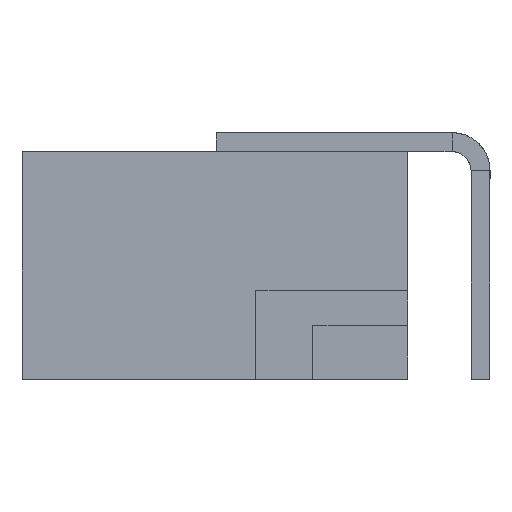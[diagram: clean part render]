
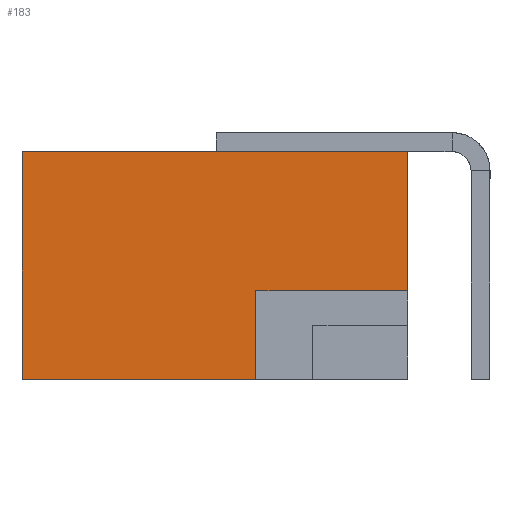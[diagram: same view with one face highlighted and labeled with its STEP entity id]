
A CAD part, left-side view. The second image highlights one B-rep face of the part: STEP entity #183.
In plain terms, the highlighted planar face has unit normal (-1, 0, 0).
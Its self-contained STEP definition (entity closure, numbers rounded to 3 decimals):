
#183=ADVANCED_FACE('',(#3357),#3359,.F.);
#3357=FACE_BOUND('',#3358,.T.);
#3358=EDGE_LOOP('',(#8241,#8242,#8243,#8244,#8245,#8246));
#3359=PLANE('',#3360);
#3360=AXIS2_PLACEMENT_3D('',#3361,#3362,#3363);
#3361=CARTESIAN_POINT('',(-5.,3.05,1.8));
#3362=DIRECTION('',(1.,-0.,0.));
#3363=DIRECTION('',(0.,0.,-1.));
#8241=ORIENTED_EDGE('',*,*,#10094,.F.);
#8242=ORIENTED_EDGE('',*,*,#10095,.F.);
#8243=ORIENTED_EDGE('',*,*,#10038,.F.);
#8244=ORIENTED_EDGE('',*,*,#10077,.F.);
#8245=ORIENTED_EDGE('',*,*,#10078,.F.);
#8246=ORIENTED_EDGE('',*,*,#10062,.T.);
#10038=EDGE_CURVE('',#10990,#10992,#10993,.T.);
#10062=EDGE_CURVE('',#11039,#11037,#11040,.T.);
#10077=EDGE_CURVE('',#11063,#10990,#11065,.T.);
#10078=EDGE_CURVE('',#11039,#11063,#11066,.T.);
#10094=EDGE_CURVE('',#11094,#11037,#11095,.T.);
#10095=EDGE_CURVE('',#10992,#11094,#11096,.T.);
#10990=VERTEX_POINT('',#12579);
#10992=VERTEX_POINT('',#12583);
#10993=LINE('',#12584,#12585);
#11037=VERTEX_POINT('',#12674);
#11039=VERTEX_POINT('',#12678);
#11040=LINE('',#12679,#12680);
#11063=VERTEX_POINT('',#12730);
#11065=LINE('',#12734,#12735);
#11066=LINE('',#12737,#12738);
#11094=VERTEX_POINT('',#12797);
#11095=LINE('',#12798,#12799);
#11096=LINE('',#12801,#12802);
#12579=CARTESIAN_POINT('',(-5.,-3.049,1.8));
#12583=CARTESIAN_POINT('',(-5.,-3.049,-0.4));
#12584=CARTESIAN_POINT('',(-5.,-3.049,1.8));
#12585=VECTOR('',#12586,1.);
#12586=DIRECTION('',(0.,0.,-1.));
#12674=CARTESIAN_POINT('',(-5.,-0.649,-1.8));
#12678=CARTESIAN_POINT('',(-5.,3.05,-1.8));
#12679=CARTESIAN_POINT('',(-5.,3.05,-1.8));
#12680=VECTOR('',#12681,1.);
#12681=DIRECTION('',(0.,-1.,0.));
#12730=CARTESIAN_POINT('',(-5.,3.05,1.8));
#12734=CARTESIAN_POINT('',(-5.,3.05,1.8));
#12735=VECTOR('',#12736,1.);
#12736=DIRECTION('',(0.,-1.,0.));
#12737=CARTESIAN_POINT('',(-5.,3.05,-1.8));
#12738=VECTOR('',#12739,1.);
#12739=DIRECTION('',(0.,0.,1.));
#12797=CARTESIAN_POINT('',(-5.,-0.649,-0.4));
#12798=CARTESIAN_POINT('',(-5.,-0.649,-0.4));
#12799=VECTOR('',#12800,1.);
#12800=DIRECTION('',(0.,0.,-1.));
#12801=CARTESIAN_POINT('',(-5.,-3.049,-0.4));
#12802=VECTOR('',#12803,1.);
#12803=DIRECTION('',(0.,1.,0.));
